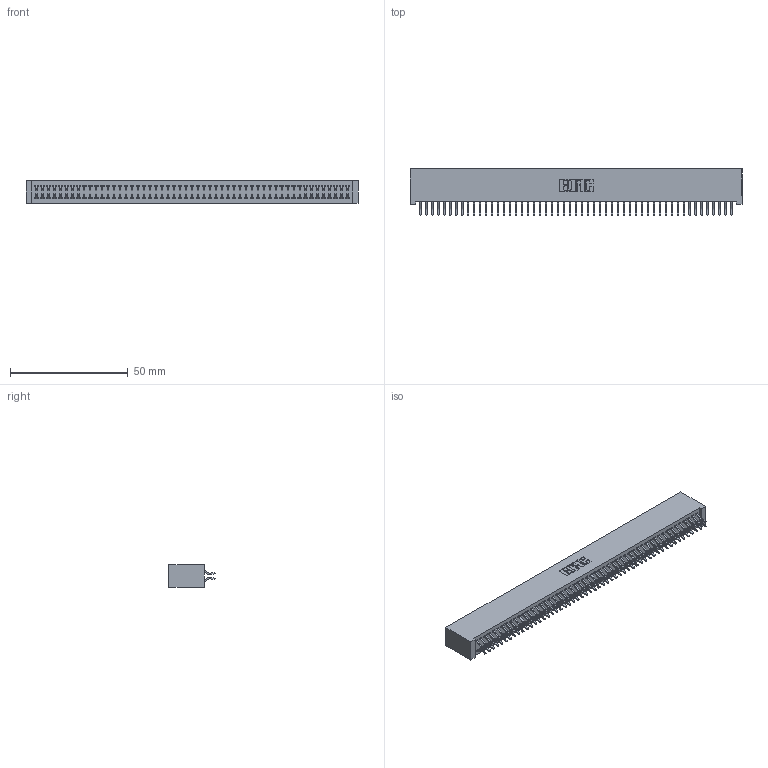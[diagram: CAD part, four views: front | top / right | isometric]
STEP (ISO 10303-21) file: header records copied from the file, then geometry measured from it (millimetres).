
FILE_DESCRIPTION (( 'STEP AP203' ), '1' );
FILE_NAME ('342-106-556-201.STEP', '2019-10-04T19:23:03', ( '' ), ( '' ), 'SwSTEP 2.0', 'SolidWorks 2016', '' );
FILE_SCHEMA (( 'CONFIG_CONTROL_DESIGN' ));
Length unit declared in the file: inch
Products named in the file (3): 342 Part_Lugless; 345-292-001_556 Tail; 342-106-556-201
Assembly tree (107 placements, depth 2):
  342-106-556-201
    342 Part_Lugless
    345-292-001_556 Tail  x106
Bounding box: 140.87 x 19.58 x 9.4 mm (x, y, z)
Volume: 13145.9 mm3; surface area: 22012.7 mm2
Topology: 107 solids, 107 shells, 6250 faces, 18613 edges, 12266 vertices
Faces by surface type: plane 4302, cylinder 1948
Entity records: 32485 total; most frequent: CARTESIAN_POINT 5382, ORIENTED_EDGE 5306, DIRECTION 4561, EDGE_CURVE 2653, VECTOR 2525, LINE 2525, VERTEX_POINT 1766, AXIS2_PLACEMENT_3D 1018
